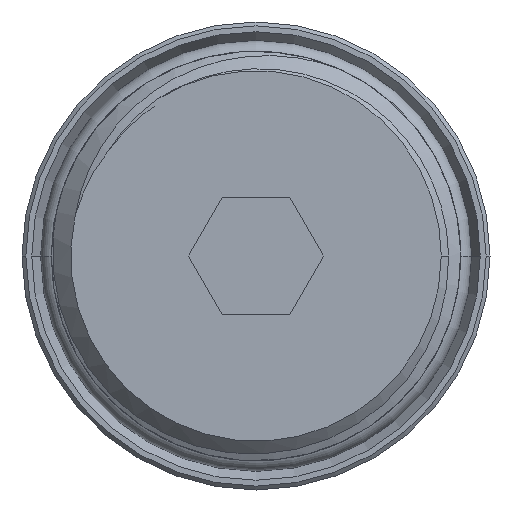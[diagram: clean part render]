
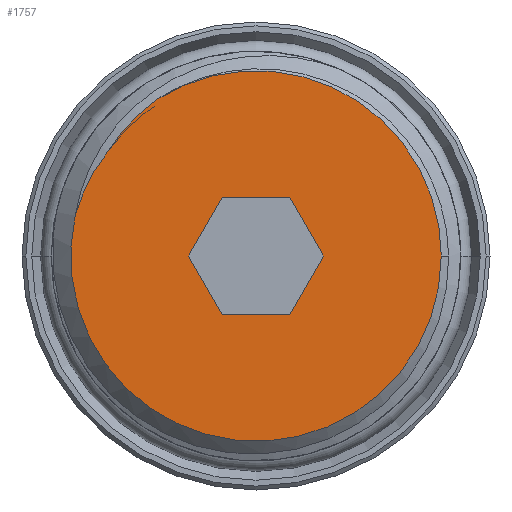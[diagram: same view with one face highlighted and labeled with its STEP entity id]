
A CAD part, front view. The second image highlights one B-rep face of the part: STEP entity #1757.
In plain terms, the highlighted planar face has unit normal (0, -1, 0).
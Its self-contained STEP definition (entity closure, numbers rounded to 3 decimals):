
#287=DIRECTION('',(1.,0.,0.));
#288=VECTOR('',#287,3.464);
#289=CARTESIAN_POINT('',(-1.732,-19.,3.));
#290=LINE('',#289,#288);
#291=DIRECTION('',(0.5,0.,0.866));
#292=VECTOR('',#291,3.464);
#293=CARTESIAN_POINT('',(-3.464,-19.,0.));
#294=LINE('',#293,#292);
#295=DIRECTION('',(-0.5,0.,0.866));
#296=VECTOR('',#295,3.464);
#297=CARTESIAN_POINT('',(-1.732,-19.,-3.));
#298=LINE('',#297,#296);
#299=DIRECTION('',(-1.,0.,0.));
#300=VECTOR('',#299,3.464);
#301=CARTESIAN_POINT('',(1.732,-19.,-3.));
#302=LINE('',#301,#300);
#303=DIRECTION('',(-0.5,0.,-0.866));
#304=VECTOR('',#303,3.464);
#305=CARTESIAN_POINT('',(3.464,-19.,0.));
#306=LINE('',#305,#304);
#307=DIRECTION('',(0.5,0.,-0.866));
#308=VECTOR('',#307,3.464);
#309=CARTESIAN_POINT('',(1.732,-19.,3.));
#310=LINE('',#309,#308);
#311=CARTESIAN_POINT('',(-7.607,-19.,5.342));
#312=CARTESIAN_POINT('',(-7.805,-19.,5.092));
#313=CARTESIAN_POINT('',(-8.167,-19.,4.578));
#314=CARTESIAN_POINT('',(-8.611,-19.,3.799));
#315=CARTESIAN_POINT('',(-8.992,-19.,2.953));
#316=CARTESIAN_POINT('',(-9.189,-19.,2.363));
#317=CARTESIAN_POINT('',(-9.274,-19.,2.06));
#319=CARTESIAN_POINT('',(-5.085,-19.,8.025));
#320=CARTESIAN_POINT('',(-5.423,-19.,7.784));
#321=CARTESIAN_POINT('',(-6.06,-19.,7.263));
#322=CARTESIAN_POINT('',(-6.91,-19.,6.359));
#323=CARTESIAN_POINT('',(-7.389,-19.,5.693));
#324=CARTESIAN_POINT('',(-7.607,-19.,5.342));
#338=CARTESIAN_POINT('',(-7.607,-19.,5.342));
#793=CARTESIAN_POINT('',(0.,-19.,0.));
#794=DIRECTION('',(0.,-1.,0.));
#795=DIRECTION('',(-0.976,0.,0.217));
#796=AXIS2_PLACEMENT_3D('',#793,#794,#795);
#1267=CARTESIAN_POINT('',(0.,-19.,0.));
#1268=DIRECTION('',(0.,-1.,0.));
#1269=DIRECTION('',(1.,0.,0.));
#1270=AXIS2_PLACEMENT_3D('',#1267,#1268,#1269);
#1273=CARTESIAN_POINT('',(-1.732,-19.,3.));
#1275=VERTEX_POINT('',#1273);
#1277=CARTESIAN_POINT('',(1.732,-19.,3.));
#1279=VERTEX_POINT('',#1277);
#1281=CARTESIAN_POINT('',(3.464,-19.,0.));
#1283=VERTEX_POINT('',#1281);
#1285=CARTESIAN_POINT('',(1.732,-19.,-3.));
#1287=VERTEX_POINT('',#1285);
#1289=CARTESIAN_POINT('',(-1.732,-19.,-3.));
#1291=VERTEX_POINT('',#1289);
#1293=CARTESIAN_POINT('',(-3.464,-19.,0.));
#1295=VERTEX_POINT('',#1293);
#1326=VERTEX_POINT('',#338);
#1402=VERTEX_POINT('',#317);
#1403=VERTEX_POINT('',#319);
#1425=CARTESIAN_POINT('',(9.5,-19.,0.));
#1426=VERTEX_POINT('',#1425);
#1731=CARTESIAN_POINT('',(0.,-19.,0.));
#1732=DIRECTION('',(0.,1.,0.));
#1733=DIRECTION('',(1.,0.,0.));
#1734=AXIS2_PLACEMENT_3D('',#1731,#1732,#1733);
#1735=PLANE('',#1734);
#1737=ORIENTED_EDGE('',*,*,#1736,.F.);
#1739=ORIENTED_EDGE('',*,*,#1738,.F.);
#1741=ORIENTED_EDGE('',*,*,#1740,.F.);
#1743=ORIENTED_EDGE('',*,*,#1742,.F.);
#1744=EDGE_LOOP('',(#1737,#1739,#1741,#1743));
#1745=FACE_OUTER_BOUND('',#1744,.F.);
#1746=ORIENTED_EDGE('',*,*,#1452,.F.);
#1747=ORIENTED_EDGE('',*,*,#1471,.F.);
#1749=ORIENTED_EDGE('',*,*,#1748,.F.);
#1751=ORIENTED_EDGE('',*,*,#1750,.F.);
#1753=ORIENTED_EDGE('',*,*,#1752,.F.);
#1754=ORIENTED_EDGE('',*,*,#1723,.F.);
#1755=EDGE_LOOP('',(#1746,#1747,#1749,#1751,#1753,#1754));
#1756=FACE_BOUND('',#1755,.F.);
#1757=ADVANCED_FACE('',(#1745,#1756),#1735,.F.);
#318=B_SPLINE_CURVE_WITH_KNOTS('',3,(#311,#312,#313,#314,#315,#316,#317),
.UNSPECIFIED.,.F.,.F.,(4,1,1,1,4),(0.,0.25,0.5,0.75,1.),
.UNSPECIFIED.);
#325=B_SPLINE_CURVE_WITH_KNOTS('',3,(#319,#320,#321,#322,#323,#324),
.UNSPECIFIED.,.F.,.F.,(4,1,1,4),(0.,0.333,0.667,1.),
.UNSPECIFIED.);
#797=CIRCLE('',#796,9.5);
#1271=CIRCLE('',#1270,9.5);
#1452=EDGE_CURVE('',#1275,#1279,#290,.T.);
#1471=EDGE_CURVE('',#1295,#1275,#294,.T.);
#1723=EDGE_CURVE('',#1279,#1283,#310,.T.);
#1736=EDGE_CURVE('',#1326,#1402,#318,.T.);
#1738=EDGE_CURVE('',#1403,#1326,#325,.T.);
#1740=EDGE_CURVE('',#1426,#1403,#1271,.T.);
#1742=EDGE_CURVE('',#1402,#1426,#797,.T.);
#1748=EDGE_CURVE('',#1291,#1295,#298,.T.);
#1750=EDGE_CURVE('',#1287,#1291,#302,.T.);
#1752=EDGE_CURVE('',#1283,#1287,#306,.T.);
